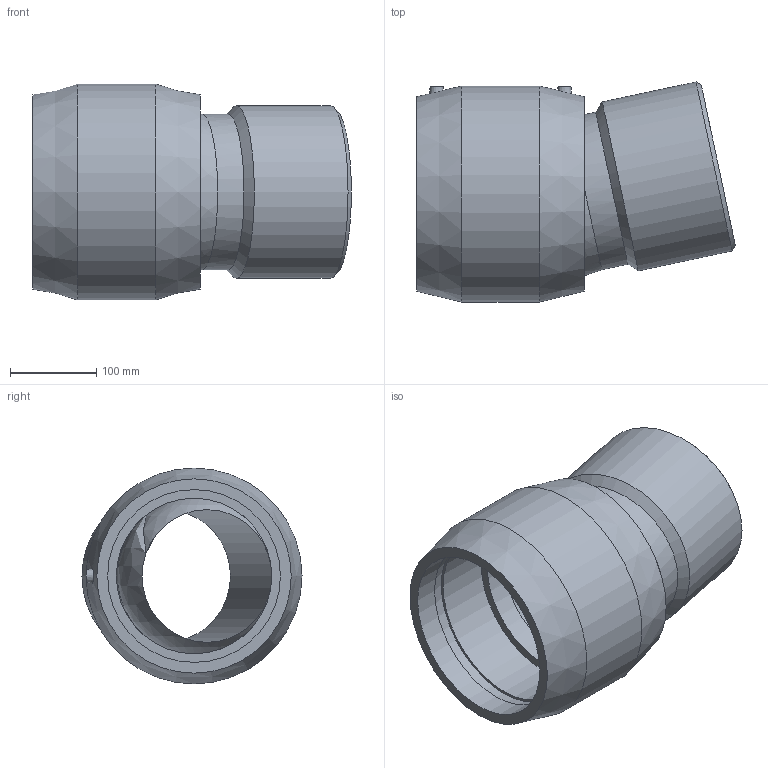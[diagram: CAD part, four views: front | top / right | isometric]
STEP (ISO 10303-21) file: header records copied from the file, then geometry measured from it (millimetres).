
FILE_DESCRIPTION(/* description */ ('PLASSON ADJUSTABLE ELBOW (ONE SIDE) 200'),/* implementation_level */ '2;1');
FILE_NAME(/* name */ '4947D4200.ipt.stp',/* time_stamp */ '2017-11-06T09:18:01+02:00',/* author */ ('KIM'),/* organization */ (''),/* preprocessor_version */ 'ST-DEVELOPER v15.6',/* originating_system */ 'Autodesk Inventor 2015',/* authorisation */ '');
FILE_SCHEMA (('AUTOMOTIVE_DESIGN { 1 0 10303 214 3 1 1 }'));
Length unit declared in the file: millimetre
Products named in the file (1): 4947D4200
Bounding box: 368.96 x 254.71 x 250 mm (x, y, z)
Volume: 5668804.8 mm3; surface area: 523305.5 mm2
Topology: 1 solids, 1 shells, 32 faces, 63 edges, 40 vertices
Faces by surface type: cylinder 12, plane 11, cone 7, sphere 2
Full cylindrical faces by diameter (mm): 4 x2, 10 x2, 153.55 x1, 180 x2, 200 x3, 250 x1
Entity records: 870 total; most frequent: CARTESIAN_POINT 292, DIRECTION 128, ORIENTED_EDGE 70, AXIS2_PLACEMENT_3D 64, EDGE_LOOP 61, EDGE_CURVE 35, FACE_OUTER_BOUND 32, VERTEX_POINT 32
